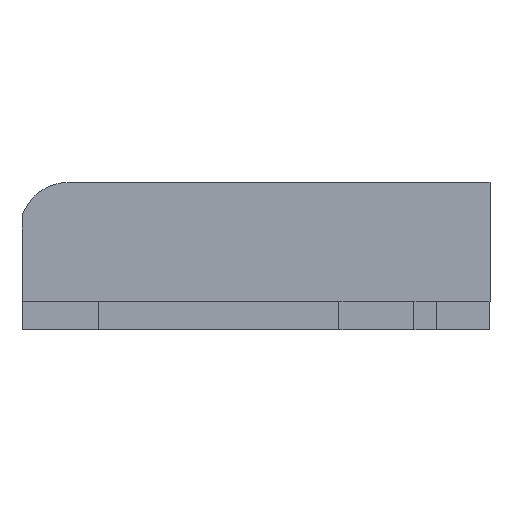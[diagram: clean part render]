
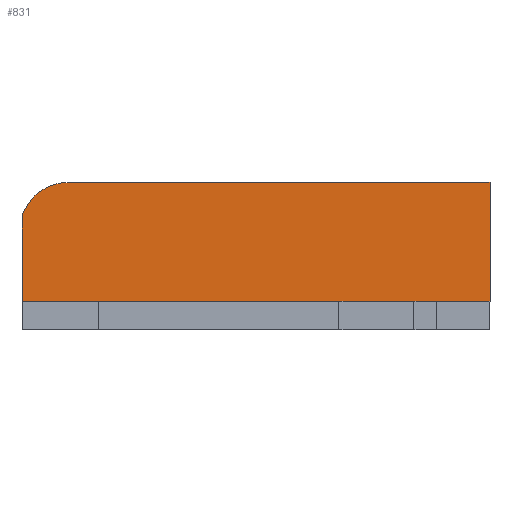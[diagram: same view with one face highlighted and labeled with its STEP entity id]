
A CAD part, front view. The second image highlights one B-rep face of the part: STEP entity #831.
In plain terms, the highlighted planar face has unit normal (0, -1, 0).
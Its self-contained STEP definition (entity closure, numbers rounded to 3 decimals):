
#32=PLANE('',#902);
#78=FACE_OUTER_BOUND('',#128,.T.);
#128=EDGE_LOOP('',(#620,#621,#622,#623,#624,#625));
#168=LINE('',#1181,#274);
#179=LINE('',#1222,#285);
#180=LINE('',#1224,#286);
#181=LINE('',#1226,#287);
#182=LINE('',#1227,#288);
#274=VECTOR('',#955,10.);
#285=VECTOR('',#1000,10.);
#286=VECTOR('',#1001,10.);
#287=VECTOR('',#1002,10.);
#288=VECTOR('',#1003,10.);
#388=CIRCLE('',#903,4.225);
#392=VERTEX_POINT('',#1179);
#393=VERTEX_POINT('',#1180);
#405=VERTEX_POINT('',#1219);
#406=VERTEX_POINT('',#1221);
#407=VERTEX_POINT('',#1223);
#408=VERTEX_POINT('',#1225);
#470=EDGE_CURVE('',#392,#393,#168,.T.);
#488=EDGE_CURVE('',#405,#392,#388,.T.);
#489=EDGE_CURVE('',#406,#405,#179,.T.);
#490=EDGE_CURVE('',#407,#406,#180,.T.);
#491=EDGE_CURVE('',#407,#408,#181,.T.);
#492=EDGE_CURVE('',#393,#408,#182,.T.);
#620=ORIENTED_EDGE('',*,*,#488,.F.);
#621=ORIENTED_EDGE('',*,*,#489,.F.);
#622=ORIENTED_EDGE('',*,*,#490,.F.);
#623=ORIENTED_EDGE('',*,*,#491,.T.);
#624=ORIENTED_EDGE('',*,*,#492,.F.);
#625=ORIENTED_EDGE('',*,*,#470,.F.);
#831=ADVANCED_FACE('',(#78),#32,.F.);
#902=AXIS2_PLACEMENT_3D('',#1218,#996,#997);
#903=AXIS2_PLACEMENT_3D('',#1220,#998,#999);
#955=DIRECTION('',(1.,0.,0.));
#996=DIRECTION('center_axis',(0.,1.,0.));
#997=DIRECTION('ref_axis',(1.,0.,0.));
#998=DIRECTION('center_axis',(0.,1.,0.));
#999=DIRECTION('ref_axis',(0.,0.,1.));
#1000=DIRECTION('',(0.398,0.,0.917));
#1001=DIRECTION('',(0.,0.,1.));
#1002=DIRECTION('',(1.,0.,0.));
#1003=DIRECTION('',(0.,0.,-1.));
#1179=CARTESIAN_POINT('',(-24.757,64.,12.86));
#1180=CARTESIAN_POINT('',(12.1,64.,12.86));
#1181=CARTESIAN_POINT('',(-8.35,64.,12.86));
#1218=CARTESIAN_POINT('Origin',(-28.8,64.,12.86));
#1219=CARTESIAN_POINT('',(-28.633,64.,10.317));
#1220=CARTESIAN_POINT('Origin',(-24.757,64.,8.635));
#1221=CARTESIAN_POINT('',(-28.8,64.,9.932));
#1222=CARTESIAN_POINT('',(-28.182,64.,11.357));
#1223=CARTESIAN_POINT('',(-28.8,64.,2.46));
#1224=CARTESIAN_POINT('',(-28.8,64.,6.43));
#1225=CARTESIAN_POINT('',(12.1,64.,2.46));
#1226=CARTESIAN_POINT('',(1.875,64.,2.46));
#1227=CARTESIAN_POINT('',(12.1,64.,6.43));
